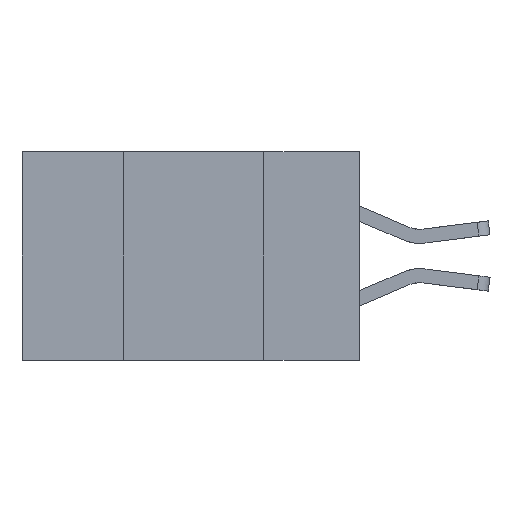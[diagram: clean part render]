
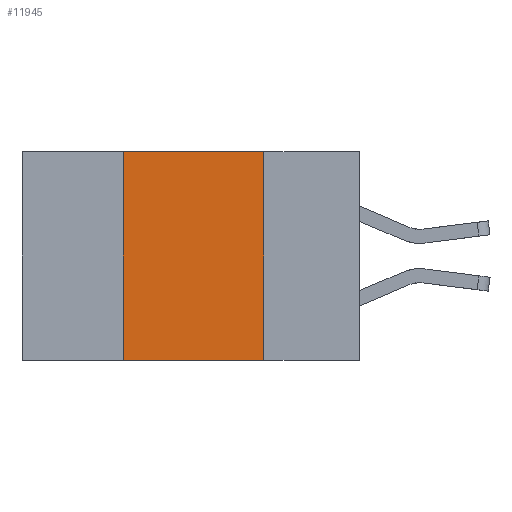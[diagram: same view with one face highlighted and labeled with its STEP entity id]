
A CAD part, left-side view. The second image highlights one B-rep face of the part: STEP entity #11945.
In plain terms, the highlighted planar face has unit normal (-1, 0, 0).
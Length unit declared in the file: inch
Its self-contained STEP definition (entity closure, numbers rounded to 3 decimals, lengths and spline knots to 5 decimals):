
#66 = DIRECTION ( 'NONE',  ( 1., 0., 0. ) ) ;
#190 = ORIENTED_EDGE ( 'NONE', *, *, #2340, .F. ) ;
#1227 = CARTESIAN_POINT ( 'NONE',  ( 0., 0.6, 0. ) ) ;
#1480 = CARTESIAN_POINT ( 'NONE',  ( 0., 0.42, -0.37 ) ) ;
#2081 = LINE ( 'NONE', #13754, #10667 ) ;
#2086 = EDGE_CURVE ( 'NONE', #13691, #12830, #8137, .T. ) ;
#2201 = ORIENTED_EDGE ( 'NONE', *, *, #2086, .T. ) ;
#2340 = EDGE_CURVE ( 'NONE', #13691, #13460, #8458, .T. ) ;
#2500 = DIRECTION ( 'NONE',  ( 0., -1., 0. ) ) ;
#3062 = DIRECTION ( 'NONE',  ( 0., 0., -1. ) ) ;
#3222 = CARTESIAN_POINT ( 'NONE',  ( 0., 0.17, -0.37 ) ) ;
#3323 = DIRECTION ( 'NONE',  ( 0., 0., -1. ) ) ;
#4725 = VECTOR ( 'NONE', #8449, 39.37008 ) ;
#5028 = VERTEX_POINT ( 'NONE', #13649 ) ;
#5881 = EDGE_CURVE ( 'NONE', #13460, #5028, #8399, .T. ) ;
#6143 = CARTESIAN_POINT ( 'NONE',  ( 0., 0.6, 0. ) ) ;
#6274 = ORIENTED_EDGE ( 'NONE', *, *, #5881, .F. ) ;
#6548 = PLANE ( 'NONE',  #7248 ) ;
#7248 = AXIS2_PLACEMENT_3D ( 'NONE', #1227, #66, #3323 ) ;
#7302 = DIRECTION ( 'NONE',  ( 0., -1., 0. ) ) ;
#7730 = EDGE_LOOP ( 'NONE', ( #11871, #6274, #190, #2201 ) ) ;
#7832 = CARTESIAN_POINT ( 'NONE',  ( 0., 0.42, 0. ) ) ;
#8137 = LINE ( 'NONE', #10175, #12958 ) ;
#8399 = LINE ( 'NONE', #6143, #13897 ) ;
#8449 = DIRECTION ( 'NONE',  ( 0., 0., 1. ) ) ;
#8458 = LINE ( 'NONE', #10600, #4725 ) ;
#10175 = CARTESIAN_POINT ( 'NONE',  ( 0., 0.6, -0.37 ) ) ;
#10600 = CARTESIAN_POINT ( 'NONE',  ( 0., 0.42, 0. ) ) ;
#10667 = VECTOR ( 'NONE', #3062, 39.37008 ) ;
#11720 = FACE_OUTER_BOUND ( 'NONE', #7730, .T. ) ;
#11871 = ORIENTED_EDGE ( 'NONE', *, *, #12252, .F. ) ;
#11945 = ADVANCED_FACE ( 'NONE', ( #11720 ), #6548, .F. ) ;
#12252 = EDGE_CURVE ( 'NONE', #5028, #12830, #2081, .T. ) ;
#12830 = VERTEX_POINT ( 'NONE', #3222 ) ;
#12958 = VECTOR ( 'NONE', #2500, 39.37008 ) ;
#13460 = VERTEX_POINT ( 'NONE', #7832 ) ;
#13649 = CARTESIAN_POINT ( 'NONE',  ( 0., 0.17, 0. ) ) ;
#13691 = VERTEX_POINT ( 'NONE', #1480 ) ;
#13754 = CARTESIAN_POINT ( 'NONE',  ( 0., 0.17, 0. ) ) ;
#13897 = VECTOR ( 'NONE', #7302, 39.37008 ) ;
